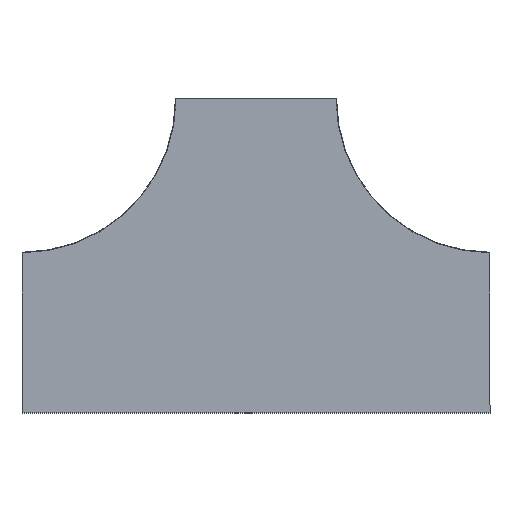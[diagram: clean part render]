
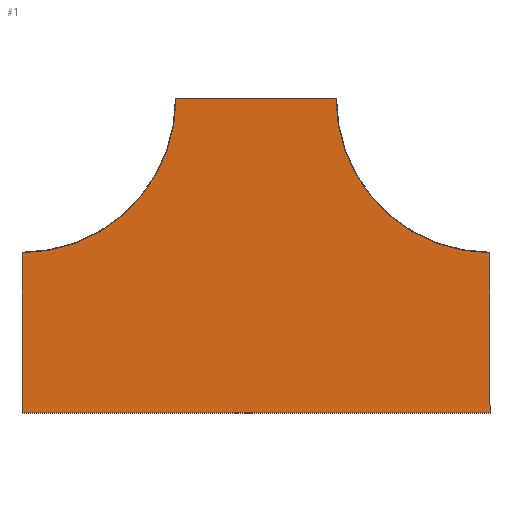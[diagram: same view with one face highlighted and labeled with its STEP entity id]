
A CAD part, front view. The second image highlights one B-rep face of the part: STEP entity #1.
In plain terms, the highlighted planar face has unit normal (0, -1, 0).
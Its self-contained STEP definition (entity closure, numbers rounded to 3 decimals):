
#1 = ADVANCED_FACE ( 'NONE', ( #323 ), #1013, .T. ) ;
#2 = ORIENTED_EDGE ( 'NONE', *, *, #1020, .T. ) ;
#65 = CARTESIAN_POINT ( 'NONE',  ( 885., -1., -1187.5 ) ) ;
#85 = VECTOR ( 'NONE', #1158, 1000. ) ;
#105 = DIRECTION ( 'NONE',  ( 0., 0., 1. ) ) ;
#114 = LINE ( 'NONE', #312, #837 ) ;
#171 = ORIENTED_EDGE ( 'NONE', *, *, #1043, .T. ) ;
#173 = ORIENTED_EDGE ( 'NONE', *, *, #1045, .F. ) ;
#178 = VERTEX_POINT ( 'NONE', #871 ) ;
#205 = CARTESIAN_POINT ( 'NONE',  ( -302.5, -1., 0. ) ) ;
#238 = AXIS2_PLACEMENT_3D ( 'NONE', #619, #633, #636 ) ;
#241 = AXIS2_PLACEMENT_3D ( 'NONE', #1175, #1180, #865 ) ;
#288 = CIRCLE ( 'NONE', #241, 582.5 ) ;
#296 = VERTEX_POINT ( 'NONE', #622 ) ;
#312 = CARTESIAN_POINT ( 'NONE',  ( 885., -1., -582.5 ) ) ;
#323 = FACE_OUTER_BOUND ( 'NONE', #953, .T. ) ;
#352 = CARTESIAN_POINT ( 'NONE',  ( -885., -1., -582.5 ) ) ;
#365 = DIRECTION ( 'NONE',  ( -1., 0., 0. ) ) ;
#371 = ORIENTED_EDGE ( 'NONE', *, *, #1023, .F. ) ;
#400 = VECTOR ( 'NONE', #365, 1000. ) ;
#436 = CARTESIAN_POINT ( 'NONE',  ( 885., -1., -582.5 ) ) ;
#486 = LINE ( 'NONE', #205, #400 ) ;
#619 = CARTESIAN_POINT ( 'NONE',  ( -885., -1., 0. ) ) ;
#622 = CARTESIAN_POINT ( 'NONE',  ( -885., -1., -1187.5 ) ) ;
#623 = VERTEX_POINT ( 'NONE', #798 ) ;
#633 = DIRECTION ( 'NONE',  ( 0., -1., 0. ) ) ;
#636 = DIRECTION ( 'NONE',  ( 0., 0., 1. ) ) ;
#639 = CARTESIAN_POINT ( 'NONE',  ( -885., -1., -582.5 ) ) ;
#652 = DIRECTION ( 'NONE',  ( 0., 0., 1. ) ) ;
#793 = AXIS2_PLACEMENT_3D ( 'NONE', #1011, #995, #986 ) ;
#798 = CARTESIAN_POINT ( 'NONE',  ( 302.5, -1., 0. ) ) ;
#804 = VECTOR ( 'NONE', #652, 1000. ) ;
#837 = VECTOR ( 'NONE', #105, 1000. ) ;
#865 = DIRECTION ( 'NONE',  ( 0., 0., 1. ) ) ;
#871 = CARTESIAN_POINT ( 'NONE',  ( -302.5, -1., 0. ) ) ;
#953 = EDGE_LOOP ( 'NONE', ( #371, #1022, #2, #171, #173, #1000 ) ) ;
#986 = DIRECTION ( 'NONE',  ( 0., 0., -1. ) ) ;
#995 = DIRECTION ( 'NONE',  ( 0., -1., 0. ) ) ;
#1000 = ORIENTED_EDGE ( 'NONE', *, *, #1056, .F. ) ;
#1011 = CARTESIAN_POINT ( 'NONE',  ( -885., -1., -582.5 ) ) ;
#1013 = PLANE ( 'NONE',  #793 ) ;
#1020 = EDGE_CURVE ( 'NONE', #1086, #623, #288, .T. ) ;
#1022 = ORIENTED_EDGE ( 'NONE', *, *, #1035, .T. ) ;
#1023 = EDGE_CURVE ( 'NONE', #1026, #296, #1069, .T. ) ;
#1026 = VERTEX_POINT ( 'NONE', #65 ) ;
#1035 = EDGE_CURVE ( 'NONE', #1026, #1086, #114, .T. ) ;
#1041 = VERTEX_POINT ( 'NONE', #352 ) ;
#1043 = EDGE_CURVE ( 'NONE', #623, #178, #486, .T. ) ;
#1045 = EDGE_CURVE ( 'NONE', #1041, #178, #1068, .T. ) ;
#1056 = EDGE_CURVE ( 'NONE', #296, #1041, #1134, .T. ) ;
#1068 = CIRCLE ( 'NONE', #238, 582.5 ) ;
#1069 = LINE ( 'NONE', #1155, #85 ) ;
#1086 = VERTEX_POINT ( 'NONE', #436 ) ;
#1134 = LINE ( 'NONE', #639, #804 ) ;
#1155 = CARTESIAN_POINT ( 'NONE',  ( 0., -1., -1187.5 ) ) ;
#1158 = DIRECTION ( 'NONE',  ( -1., 0., 0. ) ) ;
#1175 = CARTESIAN_POINT ( 'NONE',  ( 885., -1., 0. ) ) ;
#1180 = DIRECTION ( 'NONE',  ( 0., 1., 0. ) ) ;
